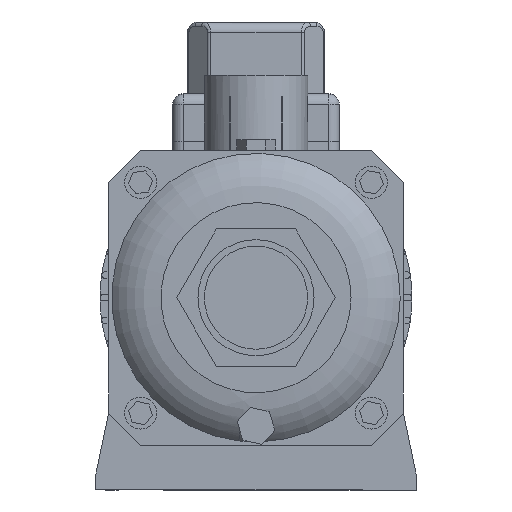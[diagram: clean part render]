
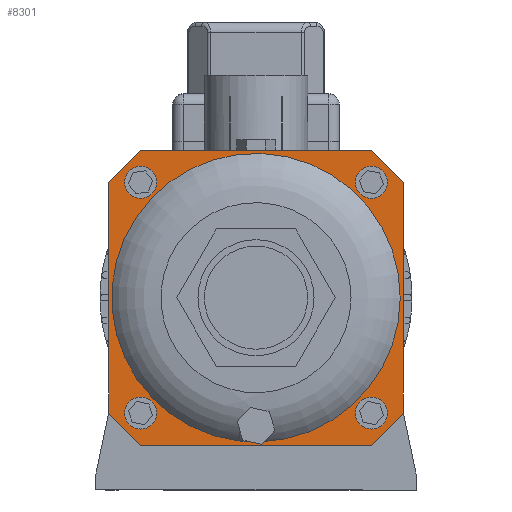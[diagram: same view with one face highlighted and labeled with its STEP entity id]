
A CAD part, left-side view. The second image highlights one B-rep face of the part: STEP entity #8301.
In plain terms, the highlighted planar face has unit normal (-1, 0, 0).
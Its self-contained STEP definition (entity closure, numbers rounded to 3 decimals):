
#163=FACE_BOUND($,#1387,.T.);
#164=FACE_BOUND($,#1388,.T.);
#165=FACE_BOUND($,#1389,.T.);
#166=FACE_BOUND($,#1390,.T.);
#167=FACE_BOUND($,#1391,.T.);
#452=PLANE($,#9073);
#885=FACE_OUTER_BOUND($,#1386,.T.);
#1386=EDGE_LOOP($,(#7305,#7306,#7307,#7308,#7309,#7310,#7311,#7312));
#1387=EDGE_LOOP($,(#7313,#7314));
#1388=EDGE_LOOP($,(#7315));
#1389=EDGE_LOOP($,(#7316));
#1390=EDGE_LOOP($,(#7317));
#1391=EDGE_LOOP($,(#7318));
#1834=CIRCLE($,#9072,7.85);
#1835=CIRCLE($,#9074,67.5);
#1836=CIRCLE($,#9075,7.5);
#1837=CIRCLE($,#9076,7.5);
#1838=CIRCLE($,#9077,7.5);
#1839=CIRCLE($,#9078,7.5);
#2472=LINE($,#14083,#3245);
#2473=LINE($,#14085,#3246);
#2474=LINE($,#14087,#3247);
#2475=LINE($,#14089,#3248);
#2476=LINE($,#14091,#3249);
#2477=LINE($,#14093,#3250);
#2478=LINE($,#14095,#3251);
#2479=LINE($,#14096,#3252);
#3245=VECTOR($,#11113,21.213);
#3246=VECTOR($,#11114,108.);
#3247=VECTOR($,#11115,21.213);
#3248=VECTOR($,#11116,108.);
#3249=VECTOR($,#11117,21.213);
#3250=VECTOR($,#11118,108.);
#3251=VECTOR($,#11119,21.213);
#3252=VECTOR($,#11120,108.);
#4052=VERTEX_POINT($,#14043);
#4053=VERTEX_POINT($,#14044);
#4054=VERTEX_POINT($,#14081);
#4055=VERTEX_POINT($,#14082);
#4056=VERTEX_POINT($,#14084);
#4057=VERTEX_POINT($,#14086);
#4058=VERTEX_POINT($,#14088);
#4059=VERTEX_POINT($,#14090);
#4060=VERTEX_POINT($,#14092);
#4061=VERTEX_POINT($,#14094);
#4062=VERTEX_POINT($,#14098);
#4063=VERTEX_POINT($,#14100);
#4064=VERTEX_POINT($,#14102);
#4065=VERTEX_POINT($,#14104);
#5165=EDGE_CURVE($,#4053,#4052,#1834,.T.);
#5166=EDGE_CURVE($,#4054,#4055,#2472,.T.);
#5167=EDGE_CURVE($,#4054,#4056,#2473,.T.);
#5168=EDGE_CURVE($,#4057,#4056,#2474,.T.);
#5169=EDGE_CURVE($,#4057,#4058,#2475,.T.);
#5170=EDGE_CURVE($,#4059,#4058,#2476,.T.);
#5171=EDGE_CURVE($,#4059,#4060,#2477,.T.);
#5172=EDGE_CURVE($,#4061,#4060,#2478,.T.);
#5173=EDGE_CURVE($,#4061,#4055,#2479,.T.);
#5174=EDGE_CURVE($,#4053,#4052,#1835,.T.);
#5175=EDGE_CURVE($,#4062,#4062,#1836,.T.);
#5176=EDGE_CURVE($,#4063,#4063,#1837,.T.);
#5177=EDGE_CURVE($,#4064,#4064,#1838,.T.);
#5178=EDGE_CURVE($,#4065,#4065,#1839,.T.);
#7305=ORIENTED_EDGE($,*,*,#5166,.F.);
#7306=ORIENTED_EDGE($,*,*,#5167,.T.);
#7307=ORIENTED_EDGE($,*,*,#5168,.F.);
#7308=ORIENTED_EDGE($,*,*,#5169,.T.);
#7309=ORIENTED_EDGE($,*,*,#5170,.F.);
#7310=ORIENTED_EDGE($,*,*,#5171,.T.);
#7311=ORIENTED_EDGE($,*,*,#5172,.F.);
#7312=ORIENTED_EDGE($,*,*,#5173,.T.);
#7313=ORIENTED_EDGE($,*,*,#5165,.T.);
#7314=ORIENTED_EDGE($,*,*,#5174,.F.);
#7315=ORIENTED_EDGE($,*,*,#5175,.T.);
#7316=ORIENTED_EDGE($,*,*,#5176,.T.);
#7317=ORIENTED_EDGE($,*,*,#5177,.T.);
#7318=ORIENTED_EDGE($,*,*,#5178,.T.);
#8301=ADVANCED_FACE($,(#885,#163,#164,#165,#166,#167),#452,.T.);
#9072=AXIS2_PLACEMENT_3D($,#14079,#11109,#11110);
#9073=AXIS2_PLACEMENT_3D($,#14080,#11111,#11112);
#9074=AXIS2_PLACEMENT_3D($,#14097,#11121,#11122);
#9075=AXIS2_PLACEMENT_3D($,#14099,#11123,#11124);
#9076=AXIS2_PLACEMENT_3D($,#14101,#11125,#11126);
#9077=AXIS2_PLACEMENT_3D($,#14103,#11127,#11128);
#9078=AXIS2_PLACEMENT_3D($,#14105,#11129,#11130);
#11109=DIRECTION('center_axis',(1.,0.,0.));
#11110=DIRECTION('ref_axis',(0.,1.,0.));
#11111=DIRECTION('center_axis',(-1.,0.,0.));
#11112=DIRECTION('ref_axis',(0.,-1.,0.));
#11113=DIRECTION($,(0.,0.707,0.707));
#11114=DIRECTION($,(0.,-1.,0.));
#11115=DIRECTION($,(0.,0.707,-0.707));
#11116=DIRECTION($,(0.,0.,1.));
#11117=DIRECTION($,(0.,-0.707,-0.707));
#11118=DIRECTION($,(0.,1.,0.));
#11119=DIRECTION($,(0.,-0.707,0.707));
#11120=DIRECTION($,(0.,0.,-1.));
#11121=DIRECTION('center_axis',(-1.,0.,0.));
#11122=DIRECTION('ref_axis',(0.,-1.,0.));
#11123=DIRECTION('center_axis',(1.,0.,0.));
#11124=DIRECTION('ref_axis',(0.,1.,0.));
#11125=DIRECTION('center_axis',(1.,0.,0.));
#11126=DIRECTION('ref_axis',(0.,1.,0.));
#11127=DIRECTION('center_axis',(1.,0.,0.));
#11128=DIRECTION('ref_axis',(0.,1.,0.));
#11129=DIRECTION('center_axis',(1.,0.,0.));
#11130=DIRECTION('ref_axis',(0.,1.,0.));
#14043=CARTESIAN_POINT('',(-84.987,2.458,22.545));
#14044=CARTESIAN_POINT('',(-84.987,-2.458,22.545));
#14079=CARTESIAN_POINT('Origin',(-84.987,0.,30.));
#14080=CARTESIAN_POINT('Origin',(-84.987,0.,90.));
#14081=CARTESIAN_POINT('',(-84.987,54.,21.));
#14082=CARTESIAN_POINT('',(-84.987,69.,36.));
#14083=CARTESIAN_POINT($,(-84.987,61.5,28.5));
#14084=CARTESIAN_POINT('',(-84.987,-54.,21.));
#14085=CARTESIAN_POINT($,(-84.987,69.,21.));
#14086=CARTESIAN_POINT('',(-84.987,-69.,36.));
#14087=CARTESIAN_POINT($,(-84.987,-61.5,28.5));
#14088=CARTESIAN_POINT('',(-84.987,-69.,144.));
#14089=CARTESIAN_POINT($,(-84.987,-69.,21.));
#14090=CARTESIAN_POINT('',(-84.987,-54.,159.));
#14091=CARTESIAN_POINT($,(-84.987,-61.5,151.5));
#14092=CARTESIAN_POINT('',(-84.987,54.,159.));
#14093=CARTESIAN_POINT($,(-84.987,-69.,159.));
#14094=CARTESIAN_POINT('',(-84.987,69.,144.));
#14095=CARTESIAN_POINT($,(-84.987,61.5,151.5));
#14096=CARTESIAN_POINT($,(-84.987,69.,159.));
#14097=CARTESIAN_POINT('Origin',(-84.987,0.,90.));
#14098=CARTESIAN_POINT('',(-84.987,46.5,144.));
#14099=CARTESIAN_POINT('Origin',(-84.987,54.,144.));
#14100=CARTESIAN_POINT('',(-84.987,-61.5,144.));
#14101=CARTESIAN_POINT('Origin',(-84.987,-54.,144.));
#14102=CARTESIAN_POINT('',(-84.987,46.5,36.));
#14103=CARTESIAN_POINT('Origin',(-84.987,54.,36.));
#14104=CARTESIAN_POINT('',(-84.987,-61.5,36.));
#14105=CARTESIAN_POINT('Origin',(-84.987,-54.,36.));
